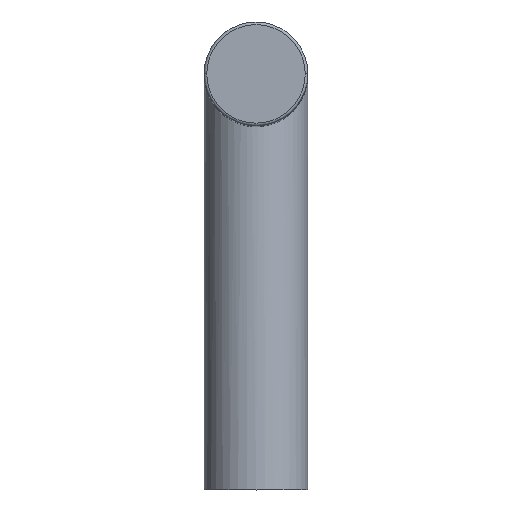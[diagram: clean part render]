
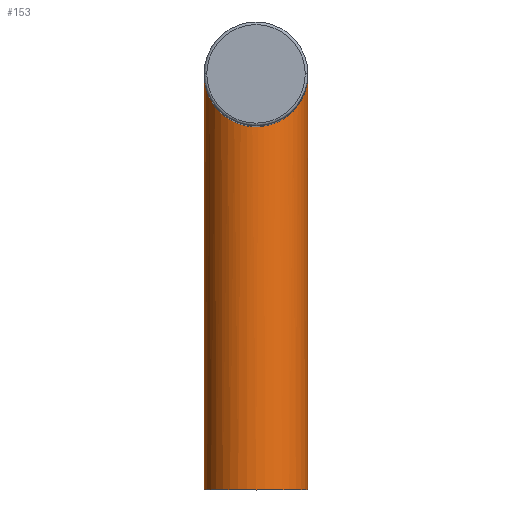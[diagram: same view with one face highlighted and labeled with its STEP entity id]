
A CAD part, top view. The second image highlights one B-rep face of the part: STEP entity #153.
In plain terms, the highlighted cylindrical face has radius 10 mm (diameter 20 mm), a partial arc.
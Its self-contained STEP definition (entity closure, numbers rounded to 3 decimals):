
#31=CARTESIAN_POINT('Axis2P3D Location',(0.,45.,0.)) ;
#73=CARTESIAN_POINT('Vertex',(10.,80.,0.)) ;
#75=CARTESIAN_POINT('Vertex',(-10.,80.,0.)) ;
#78=CARTESIAN_POINT('Line Origine',(10.,45.,0.)) ;
#82=CARTESIAN_POINT('Vertex',(10.,0.,0.)) ;
#89=CARTESIAN_POINT('Vertex',(-10.,0.,0.)) ;
#92=CARTESIAN_POINT('Line Origine',(-10.,45.,0.)) ;
#105=CARTESIAN_POINT('Control Point',(-10.,80.,0.)) ;
#106=CARTESIAN_POINT('Control Point',(-10.,79.935,0.065)) ;
#107=CARTESIAN_POINT('Control Point',(-9.999,79.869,0.131)) ;
#108=CARTESIAN_POINT('Control Point',(-9.998,79.787,0.213)) ;
#109=CARTESIAN_POINT('Control Point',(-9.993,79.607,0.393)) ;
#110=CARTESIAN_POINT('Control Point',(-9.984,79.427,0.573)) ;
#111=CARTESIAN_POINT('Control Point',(-9.979,79.346,0.654)) ;
#112=CARTESIAN_POINT('Control Point',(-9.941,78.81,1.19)) ;
#113=CARTESIAN_POINT('Control Point',(-9.867,78.275,1.725)) ;
#114=CARTESIAN_POINT('Control Point',(-9.774,77.808,2.192)) ;
#115=CARTESIAN_POINT('Control Point',(-9.357,76.212,3.788)) ;
#116=CARTESIAN_POINT('Control Point',(-8.595,74.673,5.327)) ;
#117=CARTESIAN_POINT('Control Point',(-7.87,73.628,6.372)) ;
#118=CARTESIAN_POINT('Control Point',(-6.43,72.136,7.864)) ;
#119=CARTESIAN_POINT('Control Point',(-4.477,71.004,8.996)) ;
#120=CARTESIAN_POINT('Control Point',(-3.722,70.661,9.339)) ;
#121=CARTESIAN_POINT('Control Point',(-2.174,70.151,9.849)) ;
#122=CARTESIAN_POINT('Control Point',(-0.491,69.963,10.037)) ;
#123=CARTESIAN_POINT('Control Point',(0.321,69.956,10.044)) ;
#124=CARTESIAN_POINT('Control Point',(1.971,70.112,9.888)) ;
#125=CARTESIAN_POINT('Control Point',(3.5,70.58,9.42)) ;
#126=CARTESIAN_POINT('Control Point',(4.235,70.891,9.109)) ;
#127=CARTESIAN_POINT('Control Point',(6.216,71.964,8.036)) ;
#128=CARTESIAN_POINT('Control Point',(7.697,73.413,6.587)) ;
#129=CARTESIAN_POINT('Control Point',(8.459,74.456,5.544)) ;
#130=CARTESIAN_POINT('Control Point',(9.253,75.967,4.033)) ;
#131=CARTESIAN_POINT('Control Point',(9.708,77.539,2.461)) ;
#132=CARTESIAN_POINT('Control Point',(9.809,77.979,2.021)) ;
#133=CARTESIAN_POINT('Control Point',(9.908,78.555,1.445)) ;
#134=CARTESIAN_POINT('Control Point',(9.964,79.134,0.866)) ;
#135=CARTESIAN_POINT('Control Point',(9.972,79.242,0.758)) ;
#136=CARTESIAN_POINT('Control Point',(9.985,79.433,0.567)) ;
#137=CARTESIAN_POINT('Control Point',(9.994,79.623,0.377)) ;
#138=CARTESIAN_POINT('Control Point',(9.998,79.732,0.268)) ;
#139=CARTESIAN_POINT('Control Point',(10.,79.866,0.134)) ;
#140=CARTESIAN_POINT('Control Point',(10.,80.,0.)) ;
#142=CARTESIAN_POINT('Axis2P3D Location',(0.,0.,0.)) ;
#80=VECTOR('Line Direction',#79,1.) ;
#94=VECTOR('Line Direction',#93,1.) ;
#32=DIRECTION('Axis2P3D Direction',(0.,1.,0.)) ;
#33=DIRECTION('Axis2P3D XDirection',(-1.,0.,0.)) ;
#79=DIRECTION('Vector Direction',(0.,1.,0.)) ;
#93=DIRECTION('Vector Direction',(0.,1.,0.)) ;
#143=DIRECTION('Axis2P3D Direction',(0.,1.,0.)) ;
#34=AXIS2_PLACEMENT_3D('Cylinder Axis2P3D',#31,#32,#33) ;
#144=AXIS2_PLACEMENT_3D('Circle Axis2P3D',#142,#143,$) ;
#81=LINE('Line',#78,#80) ;
#95=LINE('Line',#92,#94) ;
#145=CIRCLE('generated circle',#144,10.) ;
#35=CYLINDRICAL_SURFACE('generated cylinder',#34,10.) ;
#84=EDGE_CURVE('',#83,#74,#81,.T.) ;
#96=EDGE_CURVE('',#90,#76,#95,.T.) ;
#141=EDGE_CURVE('',#76,#74,#104,.T.) ;
#146=EDGE_CURVE('',#90,#83,#145,.T.) ;
#148=ORIENTED_EDGE('',*,*,#141,.F.) ;
#149=ORIENTED_EDGE('',*,*,#96,.F.) ;
#150=ORIENTED_EDGE('',*,*,#146,.T.) ;
#151=ORIENTED_EDGE('',*,*,#84,.T.) ;
#147=EDGE_LOOP('',(#148,#149,#150,#151)) ;
#74=VERTEX_POINT('',#73) ;
#76=VERTEX_POINT('',#75) ;
#83=VERTEX_POINT('',#82) ;
#90=VERTEX_POINT('',#89) ;
#153=ADVANCED_FACE('PartBody',(#152),#35,.T.) ;
#104=B_SPLINE_CURVE_WITH_KNOTS('',5,(#105,#106,#107,#108,#109,#110,#111,#112,#113,#114,#115,#116,#117,#118,#119,#120,#121,#122,#123,#124,#125,#126,#127,#128,#129,#130,#131,#132,#133,#134,#135,#136,#137,#138,#139,#140),.UNSPECIFIED.,.F.,.U.,(6,3,3,3,3,3,3,3,3,3,3,6),(0.,0.654,1.308,6.02,17.516,23.783,29.459,35.447,47.014,51.471,52.813,54.154),.UNSPECIFIED.) ;
#152=FACE_OUTER_BOUND('',#147,.T.) ;
